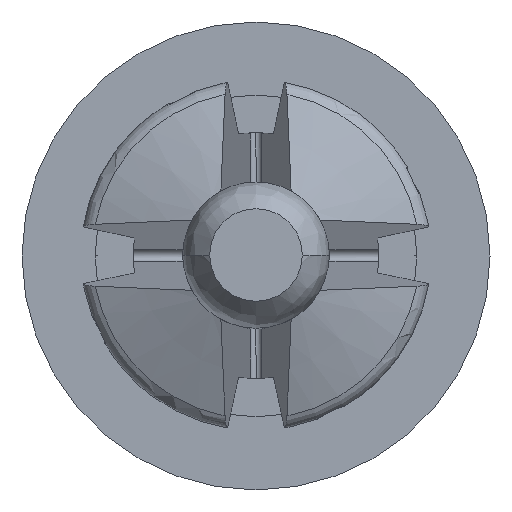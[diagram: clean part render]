
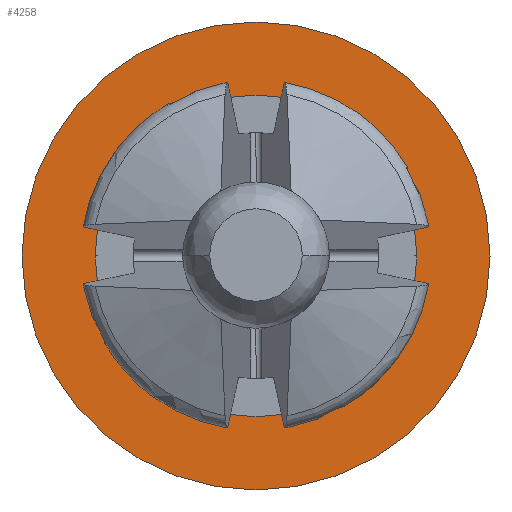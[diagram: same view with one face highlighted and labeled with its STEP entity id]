
A CAD part, top view. The second image highlights one B-rep face of the part: STEP entity #4258.
In plain terms, the highlighted planar face has unit normal (0, 0, 1).
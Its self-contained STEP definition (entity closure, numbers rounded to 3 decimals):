
#76 = CARTESIAN_POINT ( 'NONE',  ( 0., 0., 0. ) ) ;
#122 = AXIS2_PLACEMENT_3D ( 'NONE', #2466, #2735, #3904 ) ;
#298 = EDGE_CURVE ( 'NONE', #3354, #4362, #774, .T. ) ;
#364 = CARTESIAN_POINT ( 'NONE',  ( -4., 0., 0. ) ) ;
#372 = DIRECTION ( 'NONE',  ( 1., 0., 0. ) ) ;
#466 = DIRECTION ( 'NONE',  ( 0., 0., -1. ) ) ;
#774 = CIRCLE ( 'NONE', #3697, 2.1 ) ;
#953 = EDGE_CURVE ( 'NONE', #2314, #4244, #4217, .T. ) ;
#1016 = EDGE_LOOP ( 'NONE', ( #4009, #1356 ) ) ;
#1356 = ORIENTED_EDGE ( 'NONE', *, *, #3963, .F. ) ;
#1402 = CIRCLE ( 'NONE', #4090, 2.1 ) ;
#1449 = FACE_BOUND ( 'NONE', #1734, .T. ) ;
#1456 = DIRECTION ( 'NONE',  ( -1., 0., 0. ) ) ;
#1498 = DIRECTION ( 'NONE',  ( 0., 0., -1. ) ) ;
#1511 = CARTESIAN_POINT ( 'NONE',  ( 0., 0., 0. ) ) ;
#1526 = DIRECTION ( 'NONE',  ( -1., 0., 0. ) ) ;
#1655 = FACE_OUTER_BOUND ( 'NONE', #1016, .T. ) ;
#1734 = EDGE_LOOP ( 'NONE', ( #4155, #3211 ) ) ;
#1994 = CIRCLE ( 'NONE', #3421, 4. ) ;
#2048 = CARTESIAN_POINT ( 'NONE',  ( 4., 0., 0. ) ) ;
#2314 = VERTEX_POINT ( 'NONE', #2048 ) ;
#2466 = CARTESIAN_POINT ( 'NONE',  ( 0., 0., 0. ) ) ;
#2591 = CARTESIAN_POINT ( 'NONE',  ( 0., 0., 0. ) ) ;
#2735 = DIRECTION ( 'NONE',  ( 0., 0., 1. ) ) ;
#2955 = CARTESIAN_POINT ( 'NONE',  ( 2.1, 0., 0. ) ) ;
#3082 = AXIS2_PLACEMENT_3D ( 'NONE', #2591, #4052, #372 ) ;
#3211 = ORIENTED_EDGE ( 'NONE', *, *, #298, .T. ) ;
#3297 = CARTESIAN_POINT ( 'NONE',  ( 0., 0., 0. ) ) ;
#3332 = CARTESIAN_POINT ( 'NONE',  ( -2.1, 0., 0. ) ) ;
#3354 = VERTEX_POINT ( 'NONE', #3332 ) ;
#3421 = AXIS2_PLACEMENT_3D ( 'NONE', #3297, #1498, #1456 ) ;
#3697 = AXIS2_PLACEMENT_3D ( 'NONE', #1511, #4020, #4286 ) ;
#3904 = DIRECTION ( 'NONE',  ( 1., 0., 0. ) ) ;
#3963 = EDGE_CURVE ( 'NONE', #4244, #2314, #1994, .T. ) ;
#4009 = ORIENTED_EDGE ( 'NONE', *, *, #953, .F. ) ;
#4020 = DIRECTION ( 'NONE',  ( 0., 0., -1. ) ) ;
#4052 = DIRECTION ( 'NONE',  ( 0., 0., -1. ) ) ;
#4090 = AXIS2_PLACEMENT_3D ( 'NONE', #76, #466, #1526 ) ;
#4155 = ORIENTED_EDGE ( 'NONE', *, *, #4361, .T. ) ;
#4217 = CIRCLE ( 'NONE', #3082, 4. ) ;
#4244 = VERTEX_POINT ( 'NONE', #364 ) ;
#4258 = ADVANCED_FACE ( 'NONE', ( #1449, #1655 ), #4522, .T. ) ;
#4286 = DIRECTION ( 'NONE',  ( -1., 0., 0. ) ) ;
#4361 = EDGE_CURVE ( 'NONE', #4362, #3354, #1402, .T. ) ;
#4362 = VERTEX_POINT ( 'NONE', #2955 ) ;
#4522 = PLANE ( 'NONE',  #122 ) ;
